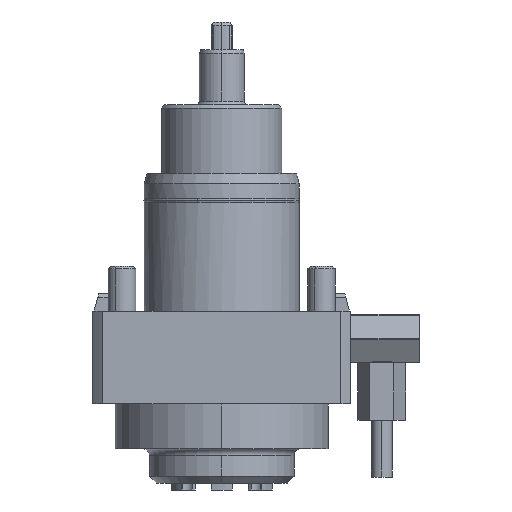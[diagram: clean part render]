
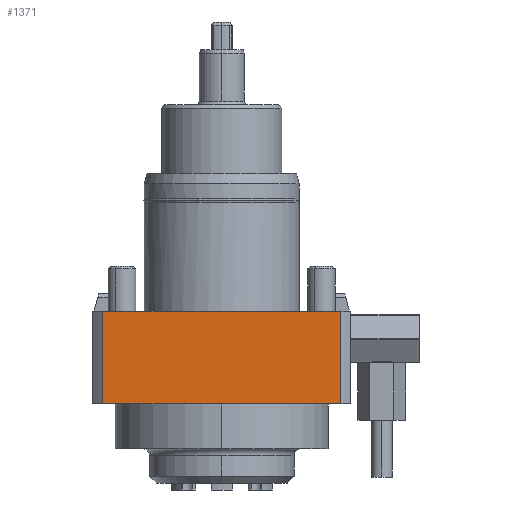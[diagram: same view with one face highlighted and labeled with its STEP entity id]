
A CAD part, front view. The second image highlights one B-rep face of the part: STEP entity #1371.
In plain terms, the highlighted planar face has unit normal (0, -1, 0).
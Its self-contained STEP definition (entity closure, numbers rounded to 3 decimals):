
#424=CARTESIAN_POINT('',(34.565,-37.5,-0.));
#425=VERTEX_POINT('',#424);
#426=CARTESIAN_POINT('',(-34.565,-37.5,-0.));
#427=VERTEX_POINT('',#426);
#428=CARTESIAN_POINT('',(34.565,-37.5,-0.));
#429=DIRECTION('',(-1.,0.,0.));
#430=VECTOR('',#429,69.13);
#431=LINE('',#428,#430);
#432=EDGE_CURVE('',#425,#427,#431,.T.);
#1341=CARTESIAN_POINT('',(-37.5,-37.5,-0.));
#1342=DIRECTION('',(-0.,-1.,-0.));
#1343=DIRECTION('',(0.,-0.,1.));
#1344=AXIS2_PLACEMENT_3D('',#1341,#1342,#1343);
#1345=PLANE('',#1344);
#1346=CARTESIAN_POINT('',(-34.565,-37.5,-27.));
#1347=VERTEX_POINT('',#1346);
#1348=CARTESIAN_POINT('',(34.565,-37.5,-27.));
#1349=VERTEX_POINT('',#1348);
#1350=CARTESIAN_POINT('',(-34.565,-37.5,-27.));
#1351=DIRECTION('',(1.,0.,0.));
#1352=VECTOR('',#1351,69.13);
#1353=LINE('',#1350,#1352);
#1354=EDGE_CURVE('',#1347,#1349,#1353,.T.);
#1355=ORIENTED_EDGE('',*,*,#1354,.T.);
#1356=CARTESIAN_POINT('',(34.565,-37.5,-27.));
#1357=DIRECTION('',(0.,-0.,1.));
#1358=VECTOR('',#1357,27.);
#1359=LINE('',#1356,#1358);
#1360=EDGE_CURVE('',#1349,#425,#1359,.T.);
#1361=ORIENTED_EDGE('',*,*,#1360,.T.);
#1362=ORIENTED_EDGE('',*,*,#432,.T.);
#1363=CARTESIAN_POINT('',(-34.565,-37.5,-27.));
#1364=DIRECTION('',(-0.,-0.,1.));
#1365=VECTOR('',#1364,27.);
#1366=LINE('',#1363,#1365);
#1367=EDGE_CURVE('',#1347,#427,#1366,.T.);
#1368=ORIENTED_EDGE('',*,*,#1367,.F.);
#1369=EDGE_LOOP('',(#1355,#1361,#1362,#1368));
#1370=FACE_BOUND('',#1369,.T.);
#1371=ADVANCED_FACE('',(#1370),#1345,.T.);
